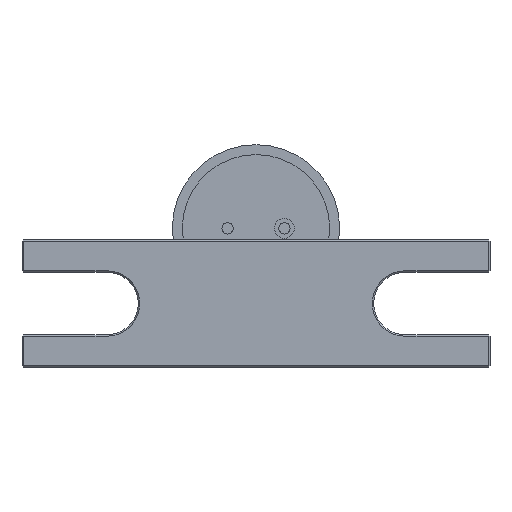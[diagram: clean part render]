
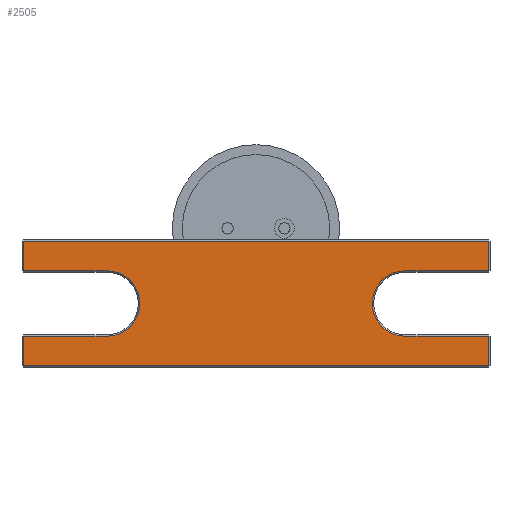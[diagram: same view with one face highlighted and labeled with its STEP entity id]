
A CAD part, front view. The second image highlights one B-rep face of the part: STEP entity #2505.
In plain terms, the highlighted face is planar.
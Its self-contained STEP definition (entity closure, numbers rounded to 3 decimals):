
#1626 = VERTEX_POINT('',#1627);
#1627 = CARTESIAN_POINT('',(0.05,8.2,-0.4));
#1635 = VERTEX_POINT('',#1636);
#1636 = CARTESIAN_POINT('',(0.05,-8.2,-0.4));
#1642 = EDGE_CURVE('',#1626,#1635,#1643,.T.);
#1643 = LINE('',#1644,#1645);
#1644 = CARTESIAN_POINT('',(0.05,8.25,-0.4));
#1645 = VECTOR('',#1646,1.);
#1646 = DIRECTION('',(0.,-1.,0.));
#2018 = VERTEX_POINT('',#2019);
#2019 = CARTESIAN_POINT('',(1.1,8.2,-0.4));
#2025 = EDGE_CURVE('',#1626,#2018,#2026,.T.);
#2026 = LINE('',#2027,#2028);
#2027 = CARTESIAN_POINT('',(0.,8.2,-0.4));
#2028 = VECTOR('',#2029,1.);
#2029 = DIRECTION('',(1.,0.,0.));
#2057 = VERTEX_POINT('',#2058);
#2058 = CARTESIAN_POINT('',(4.45,8.2,-0.4));
#2066 = VERTEX_POINT('',#2067);
#2067 = CARTESIAN_POINT('',(4.45,-8.2,-0.4));
#2073 = EDGE_CURVE('',#2057,#2066,#2074,.T.);
#2074 = LINE('',#2075,#2076);
#2075 = CARTESIAN_POINT('',(4.45,8.25,-0.4));
#2076 = VECTOR('',#2077,1.);
#2077 = DIRECTION('',(0.,-1.,0.));
#2377 = VERTEX_POINT('',#2378);
#2378 = CARTESIAN_POINT('',(1.1,5.25,-0.4));
#2391 = EDGE_CURVE('',#2377,#2018,#2392,.T.);
#2392 = LINE('',#2393,#2394);
#2393 = CARTESIAN_POINT('',(1.1,5.25,-0.4));
#2394 = VECTOR('',#2395,1.);
#2395 = DIRECTION('',(0.,1.,0.));
#2423 = VERTEX_POINT('',#2424);
#2424 = CARTESIAN_POINT('',(3.4,8.2,-0.4));
#2437 = EDGE_CURVE('',#2423,#2057,#2438,.T.);
#2438 = LINE('',#2439,#2440);
#2439 = CARTESIAN_POINT('',(3.35,8.2,-0.4));
#2440 = VECTOR('',#2441,1.);
#2441 = DIRECTION('',(1.,0.,0.));
#2452 = VERTEX_POINT('',#2453);
#2453 = CARTESIAN_POINT('',(3.4,5.25,-0.4));
#2461 = EDGE_CURVE('',#2452,#2377,#2462,.T.);
#2462 = CIRCLE('',#2463,1.15);
#2463 = AXIS2_PLACEMENT_3D('',#2464,#2465,#2466);
#2464 = CARTESIAN_POINT('',(2.25,5.25,-0.4));
#2465 = DIRECTION('',(0.,0.,-1.));
#2466 = DIRECTION('',(1.,0.,0.));
#2478 = EDGE_CURVE('',#2423,#2452,#2479,.T.);
#2479 = LINE('',#2480,#2481);
#2480 = CARTESIAN_POINT('',(3.4,8.25,-0.4));
#2481 = VECTOR('',#2482,1.);
#2482 = DIRECTION('',(0.,-1.,0.));
#2505 = ADVANCED_FACE('',(#2506),#2554,.T.);
#2506 = FACE_BOUND('',#2507,.T.);
#2507 = EDGE_LOOP('',(#2508,#2509,#2510,#2511,#2512,#2513,#2514,#2515,
    #2523,#2531,#2540,#2548));
#2508 = ORIENTED_EDGE('',*,*,#1642,.F.);
#2509 = ORIENTED_EDGE('',*,*,#2025,.T.);
#2510 = ORIENTED_EDGE('',*,*,#2391,.F.);
#2511 = ORIENTED_EDGE('',*,*,#2461,.F.);
#2512 = ORIENTED_EDGE('',*,*,#2478,.F.);
#2513 = ORIENTED_EDGE('',*,*,#2437,.T.);
#2514 = ORIENTED_EDGE('',*,*,#2073,.T.);
#2515 = ORIENTED_EDGE('',*,*,#2516,.F.);
#2516 = EDGE_CURVE('',#2517,#2066,#2519,.T.);
#2517 = VERTEX_POINT('',#2518);
#2518 = CARTESIAN_POINT('',(3.4,-8.2,-0.4));
#2519 = LINE('',#2520,#2521);
#2520 = CARTESIAN_POINT('',(3.35,-8.2,-0.4));
#2521 = VECTOR('',#2522,1.);
#2522 = DIRECTION('',(1.,0.,0.));
#2523 = ORIENTED_EDGE('',*,*,#2524,.T.);
#2524 = EDGE_CURVE('',#2517,#2525,#2527,.T.);
#2525 = VERTEX_POINT('',#2526);
#2526 = CARTESIAN_POINT('',(3.4,-5.25,-0.4));
#2527 = LINE('',#2528,#2529);
#2528 = CARTESIAN_POINT('',(3.4,-8.25,-0.4));
#2529 = VECTOR('',#2530,1.);
#2530 = DIRECTION('',(0.,1.,0.));
#2531 = ORIENTED_EDGE('',*,*,#2532,.T.);
#2532 = EDGE_CURVE('',#2525,#2533,#2535,.T.);
#2533 = VERTEX_POINT('',#2534);
#2534 = CARTESIAN_POINT('',(1.1,-5.25,-0.4));
#2535 = CIRCLE('',#2536,1.15);
#2536 = AXIS2_PLACEMENT_3D('',#2537,#2538,#2539);
#2537 = CARTESIAN_POINT('',(2.25,-5.25,-0.4));
#2538 = DIRECTION('',(0.,0.,1.));
#2539 = DIRECTION('',(1.,0.,0.));
#2540 = ORIENTED_EDGE('',*,*,#2541,.T.);
#2541 = EDGE_CURVE('',#2533,#2542,#2544,.T.);
#2542 = VERTEX_POINT('',#2543);
#2543 = CARTESIAN_POINT('',(1.1,-8.2,-0.4));
#2544 = LINE('',#2545,#2546);
#2545 = CARTESIAN_POINT('',(1.1,-5.25,-0.4));
#2546 = VECTOR('',#2547,1.);
#2547 = DIRECTION('',(0.,-1.,0.));
#2548 = ORIENTED_EDGE('',*,*,#2549,.F.);
#2549 = EDGE_CURVE('',#1635,#2542,#2550,.T.);
#2550 = LINE('',#2551,#2552);
#2551 = CARTESIAN_POINT('',(0.,-8.2,-0.4));
#2552 = VECTOR('',#2553,1.);
#2553 = DIRECTION('',(1.,0.,0.));
#2554 = PLANE('',#2555);
#2555 = AXIS2_PLACEMENT_3D('',#2556,#2557,#2558);
#2556 = CARTESIAN_POINT('',(0.,8.25,-0.4));
#2557 = DIRECTION('',(0.,0.,-1.));
#2558 = DIRECTION('',(0.,-1.,0.));
